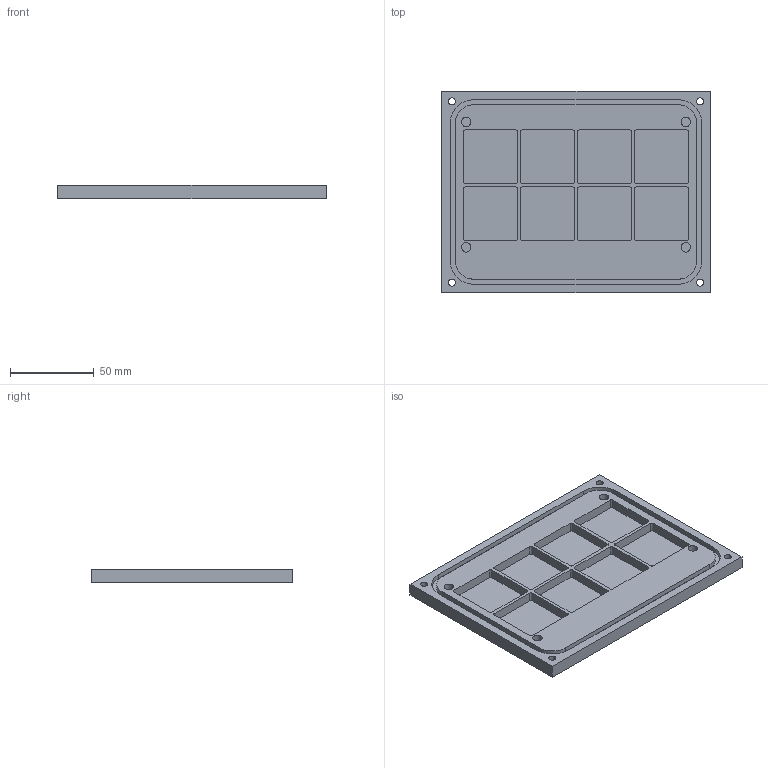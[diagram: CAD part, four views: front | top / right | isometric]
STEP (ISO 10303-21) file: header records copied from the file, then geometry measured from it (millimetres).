
FILE_DESCRIPTION (( 'STEP AP214' ), '1' );
FILE_NAME ('bottom.STEP', '2017-08-02T11:40:47', ( '' ), ( '' ), 'SwSTEP 2.0', 'SolidWorks 2016', '' );
FILE_SCHEMA (( 'AUTOMOTIVE_DESIGN' ));
Length unit declared in the file: millimetre
Products named in the file (1): bottom
Bounding box: 160 x 120 x 8 mm (x, y, z)
Volume: 101512.3 mm3; surface area: 52298.2 mm2
Topology: 1 solids, 1 shells, 116 faces, 300 edges, 200 vertices
Faces by surface type: plane 60, cylinder 56
Entity records: 3626 total; most frequent: DIRECTION 646, CARTESIAN_POINT 617, ORIENTED_EDGE 600, EDGE_CURVE 300, AXIS2_PLACEMENT_3D 229, VERTEX_POINT 200, LINE 188, VECTOR 188
